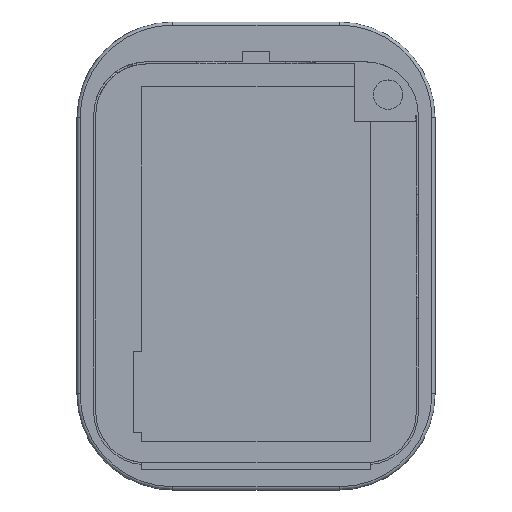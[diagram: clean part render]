
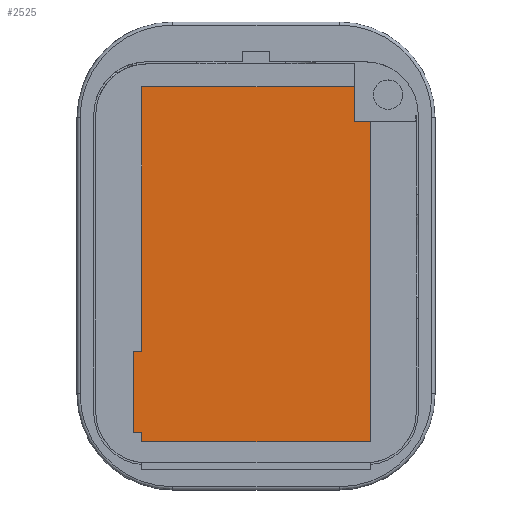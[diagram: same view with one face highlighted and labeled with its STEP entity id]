
A CAD part, top view. The second image highlights one B-rep face of the part: STEP entity #2525.
In plain terms, the highlighted planar face has unit normal (0, 0, 1).
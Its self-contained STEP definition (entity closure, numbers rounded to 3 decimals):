
#359=FACE_OUTER_BOUND('',#510,.T.);
#510=EDGE_LOOP('',(#2122,#2123,#2124,#2125,#2126,#2127,#2128,#2129));
#710=LINE('',#4767,#931);
#711=LINE('',#4769,#932);
#712=LINE('',#4771,#933);
#713=LINE('',#4773,#934);
#714=LINE('',#4775,#935);
#715=LINE('',#4777,#936);
#716=LINE('',#4779,#937);
#717=LINE('',#4780,#938);
#931=VECTOR('',#3390,10.);
#932=VECTOR('',#3391,10.);
#933=VECTOR('',#3392,10.);
#934=VECTOR('',#3393,10.);
#935=VECTOR('',#3394,10.);
#936=VECTOR('',#3395,10.);
#937=VECTOR('',#3396,10.);
#938=VECTOR('',#3397,10.);
#1191=VERTEX_POINT('',#4765);
#1192=VERTEX_POINT('',#4766);
#1193=VERTEX_POINT('',#4768);
#1194=VERTEX_POINT('',#4770);
#1195=VERTEX_POINT('',#4772);
#1196=VERTEX_POINT('',#4774);
#1197=VERTEX_POINT('',#4776);
#1198=VERTEX_POINT('',#4778);
#1526=EDGE_CURVE('',#1191,#1192,#710,.T.);
#1527=EDGE_CURVE('',#1193,#1191,#711,.T.);
#1528=EDGE_CURVE('',#1194,#1193,#712,.T.);
#1529=EDGE_CURVE('',#1195,#1194,#713,.T.);
#1530=EDGE_CURVE('',#1196,#1195,#714,.T.);
#1531=EDGE_CURVE('',#1197,#1196,#715,.T.);
#1532=EDGE_CURVE('',#1198,#1197,#716,.T.);
#1533=EDGE_CURVE('',#1192,#1198,#717,.T.);
#2122=ORIENTED_EDGE('',*,*,#1526,.F.);
#2123=ORIENTED_EDGE('',*,*,#1527,.F.);
#2124=ORIENTED_EDGE('',*,*,#1528,.F.);
#2125=ORIENTED_EDGE('',*,*,#1529,.F.);
#2126=ORIENTED_EDGE('',*,*,#1530,.F.);
#2127=ORIENTED_EDGE('',*,*,#1531,.F.);
#2128=ORIENTED_EDGE('',*,*,#1532,.F.);
#2129=ORIENTED_EDGE('',*,*,#1533,.F.);
#2394=PLANE('',#2783);
#2525=ADVANCED_FACE('',(#359),#2394,.F.);
#2783=AXIS2_PLACEMENT_3D('',#4764,#3388,#3389);
#3388=DIRECTION('center_axis',(0.,0.,-1.));
#3389=DIRECTION('ref_axis',(-1.,0.,0.));
#3390=DIRECTION('',(-1.,0.,0.));
#3391=DIRECTION('',(0.,-1.,0.));
#3392=DIRECTION('',(1.,0.,0.));
#3393=DIRECTION('',(0.,1.,0.));
#3394=DIRECTION('',(1.,0.,0.));
#3395=DIRECTION('',(0.,1.,0.));
#3396=DIRECTION('',(-1.,0.,0.));
#3397=DIRECTION('',(0.,1.,0.));
#4764=CARTESIAN_POINT('Origin',(2.662,3.546,-11.72));
#4765=CARTESIAN_POINT('',(13.912,-13.954,-11.72));
#4766=CARTESIAN_POINT('',(-8.588,-13.954,-11.72));
#4767=CARTESIAN_POINT('',(13.912,-13.954,-11.72));
#4768=CARTESIAN_POINT('',(13.912,21.046,-11.72));
#4769=CARTESIAN_POINT('',(13.912,21.046,-11.72));
#4770=CARTESIAN_POINT('',(-8.588,21.046,-11.72));
#4771=CARTESIAN_POINT('',(-8.588,21.046,-11.72));
#4772=CARTESIAN_POINT('',(-8.588,-5.039,-11.72));
#4773=CARTESIAN_POINT('',(-8.588,-13.954,-11.72));
#4774=CARTESIAN_POINT('',(-9.388,-5.039,-11.72));
#4775=CARTESIAN_POINT('',(-9.388,-5.039,-11.72));
#4776=CARTESIAN_POINT('',(-9.388,-13.039,-11.72));
#4777=CARTESIAN_POINT('',(-9.388,-13.039,-11.72));
#4778=CARTESIAN_POINT('',(-8.588,-13.039,-11.72));
#4779=CARTESIAN_POINT('',(-8.588,-13.039,-11.72));
#4780=CARTESIAN_POINT('',(-8.588,-13.954,-11.72));
